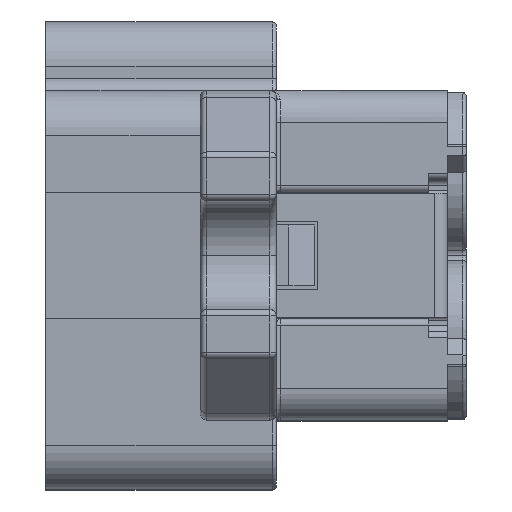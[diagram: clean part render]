
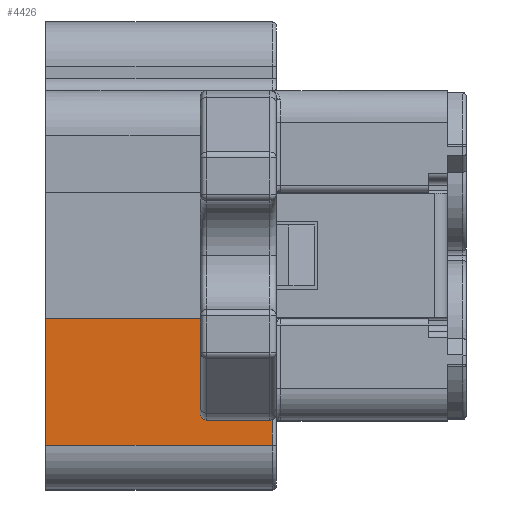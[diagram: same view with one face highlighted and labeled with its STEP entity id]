
A CAD part, top view. The second image highlights one B-rep face of the part: STEP entity #4426.
In plain terms, the highlighted planar face has unit normal (0, 0, 1).
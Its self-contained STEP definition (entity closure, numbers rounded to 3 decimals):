
#513=PLANE('',#18293);
#832=FACE_OUTER_BOUND('',#6252,.T.);
#1906=LINE('',#26780,#3165);
#1907=LINE('',#26782,#3166);
#1908=LINE('',#26784,#3167);
#1909=LINE('',#26786,#3168);
#1910=LINE('',#26788,#3169);
#1911=LINE('',#26792,#3170);
#3165=VECTOR('',#20737,1.);
#3166=VECTOR('',#20738,1.);
#3167=VECTOR('',#20739,1.);
#3168=VECTOR('',#20740,1.);
#3169=VECTOR('',#20741,1.);
#3170=VECTOR('',#20744,1.);
#4426=ADVANCED_FACE('',(#832),#513,.T.);
#6252=EDGE_LOOP('',(#7515,#7516,#7517,#7518,#7519,#7520,#7521,#7522));
#7515=ORIENTED_EDGE('',*,*,#14361,.T.);
#7516=ORIENTED_EDGE('',*,*,#14362,.T.);
#7517=ORIENTED_EDGE('',*,*,#14363,.T.);
#7518=ORIENTED_EDGE('',*,*,#14364,.F.);
#7519=ORIENTED_EDGE('',*,*,#14365,.T.);
#7520=ORIENTED_EDGE('',*,*,#14366,.T.);
#7521=ORIENTED_EDGE('',*,*,#14367,.T.);
#7522=ORIENTED_EDGE('',*,*,#14368,.F.);
#12789=VERTEX_POINT('',#26778);
#12790=VERTEX_POINT('',#26779);
#12791=VERTEX_POINT('',#26781);
#12792=VERTEX_POINT('',#26783);
#12793=VERTEX_POINT('',#26785);
#12794=VERTEX_POINT('',#26787);
#12795=VERTEX_POINT('',#26789);
#12796=VERTEX_POINT('',#26791);
#14361=EDGE_CURVE('',#12789,#12790,#16986,.T.);
#14362=EDGE_CURVE('',#12790,#12791,#1906,.T.);
#14363=EDGE_CURVE('',#12791,#12792,#1907,.T.);
#14364=EDGE_CURVE('',#12793,#12792,#1908,.T.);
#14365=EDGE_CURVE('',#12793,#12794,#1909,.T.);
#14366=EDGE_CURVE('',#12794,#12795,#1910,.T.);
#14367=EDGE_CURVE('',#12795,#12796,#16987,.T.);
#14368=EDGE_CURVE('',#12789,#12796,#1911,.T.);
#16986=CIRCLE('',#18291,0.5);
#16987=CIRCLE('',#18292,0.5);
#18291=AXIS2_PLACEMENT_3D('',#26777,#20735,#20736);
#18292=AXIS2_PLACEMENT_3D('',#26790,#20742,#20743);
#18293=AXIS2_PLACEMENT_3D('',#26793,#20745,#20746);
#20735=DIRECTION('',(0.,0.,-1.));
#20736=DIRECTION('',(1.,0.,0.));
#20737=DIRECTION('',(0.,1.,0.));
#20738=DIRECTION('',(-1.,0.,0.));
#20739=DIRECTION('',(0.,1.,0.));
#20740=DIRECTION('',(1.,0.,0.));
#20741=DIRECTION('',(0.,1.,0.));
#20742=DIRECTION('',(0.,0.,-1.));
#20743=DIRECTION('',(1.,0.,0.));
#20744=DIRECTION('',(1.,0.,0.));
#20745=DIRECTION('',(0.,0.,1.));
#20746=DIRECTION('',(1.,0.,0.));
#26777=CARTESIAN_POINT('',(-34.5,-12.5,28.5));
#26778=CARTESIAN_POINT('',(-34.5,-13.,28.5));
#26779=CARTESIAN_POINT('',(-35.,-12.5,28.5));
#26780=CARTESIAN_POINT('',(-35.,-18.5,28.5));
#26781=CARTESIAN_POINT('',(-35.,-5.,28.5));
#26782=CARTESIAN_POINT('',(-57.25,-5.,28.5));
#26783=CARTESIAN_POINT('',(-47.2,-5.,28.5));
#26784=CARTESIAN_POINT('',(-47.2,0.,28.5));
#26785=CARTESIAN_POINT('',(-47.2,-15.,28.5));
#26786=CARTESIAN_POINT('',(-35.,-15.,28.5));
#26787=CARTESIAN_POINT('',(-29.3,-15.,28.5));
#26788=CARTESIAN_POINT('',(-29.3,-7.497,28.5));
#26789=CARTESIAN_POINT('',(-29.3,-12.958,28.5));
#26790=CARTESIAN_POINT('',(-29.5,-12.5,28.5));
#26791=CARTESIAN_POINT('',(-29.5,-13.,28.5));
#26792=CARTESIAN_POINT('',(-29.,-13.,28.5));
#26793=CARTESIAN_POINT('',(-35.,-7.497,28.5));
